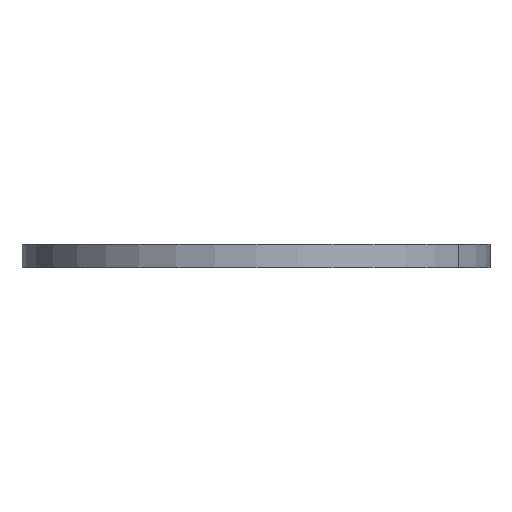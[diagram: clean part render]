
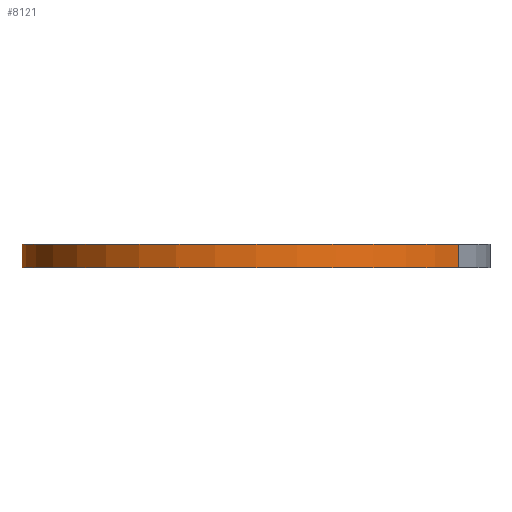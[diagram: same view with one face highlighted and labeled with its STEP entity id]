
A CAD part, left-side view. The second image highlights one B-rep face of the part: STEP entity #8121.
In plain terms, the highlighted cylindrical face has radius 150 mm (diameter 300 mm), a partial arc.
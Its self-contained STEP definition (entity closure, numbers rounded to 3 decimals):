
#45 = PLANE('',#46);
#46 = AXIS2_PLACEMENT_3D('',#47,#48,#49);
#47 = CARTESIAN_POINT('',(40.808,-384.8,
    -665.674));
#48 = DIRECTION('',(0.,0.,1.));
#49 = DIRECTION('',(-0.5,-0.866,0.));
#102 = PLANE('',#103);
#103 = AXIS2_PLACEMENT_3D('',#104,#105,#106);
#104 = CARTESIAN_POINT('',(40.808,-384.8,
    -680.674));
#105 = DIRECTION('',(0.,0.,1.));
#106 = DIRECTION('',(-0.5,-0.866,0.));
#5813 = EDGE_CURVE('',#5814,#5816,#5818,.T.);
#5814 = VERTEX_POINT('',#5815);
#5815 = CARTESIAN_POINT('',(115.808,-254.896,
    -680.674));
#5816 = VERTEX_POINT('',#5817);
#5817 = CARTESIAN_POINT('',(-34.192,-514.704,
    -680.674));
#5818 = SURFACE_CURVE('',#5819,(#5824,#5831),.PCURVE_S1.);
#5819 = CIRCLE('',#5820,150.);
#5820 = AXIS2_PLACEMENT_3D('',#5821,#5822,#5823);
#5821 = CARTESIAN_POINT('',(40.808,-384.8,
    -680.674));
#5822 = DIRECTION('',(0.,0.,1.));
#5823 = DIRECTION('',(-0.5,-0.866,0.));
#5824 = PCURVE('',#102,#5825);
#5825 = DEFINITIONAL_REPRESENTATION('',(#5826),#5830);
#5826 = CIRCLE('',#5827,150.);
#5827 = AXIS2_PLACEMENT_2D('',#5828,#5829);
#5828 = CARTESIAN_POINT('',(0.,0.));
#5829 = DIRECTION('',(1.,0.));
#5830 = ( GEOMETRIC_REPRESENTATION_CONTEXT(2) 
PARAMETRIC_REPRESENTATION_CONTEXT() REPRESENTATION_CONTEXT('2D SPACE',''
  ) );
#5831 = PCURVE('',#5832,#5837);
#5832 = CYLINDRICAL_SURFACE('',#5833,150.);
#5833 = AXIS2_PLACEMENT_3D('',#5834,#5835,#5836);
#5834 = CARTESIAN_POINT('',(40.808,-384.8,
    -665.674));
#5835 = DIRECTION('',(0.,0.,-1.));
#5836 = DIRECTION('',(0.5,0.866,0.));
#5837 = DEFINITIONAL_REPRESENTATION('',(#5838),#5842);
#5838 = LINE('',#5839,#5840);
#5839 = CARTESIAN_POINT('',(9.425,15.));
#5840 = VECTOR('',#5841,1.);
#5841 = DIRECTION('',(-1.,0.));
#5842 = ( GEOMETRIC_REPRESENTATION_CONTEXT(2) 
PARAMETRIC_REPRESENTATION_CONTEXT() REPRESENTATION_CONTEXT('2D SPACE',''
  ) );
#5859 = CYLINDRICAL_SURFACE('',#5860,150.);
#5860 = AXIS2_PLACEMENT_3D('',#5861,#5862,#5863);
#5861 = CARTESIAN_POINT('',(40.808,-384.8,
    -665.674));
#5862 = DIRECTION('',(0.,0.,-1.));
#5863 = DIRECTION('',(0.5,0.866,0.));
#6974 = EDGE_CURVE('',#6975,#6977,#6979,.T.);
#6975 = VERTEX_POINT('',#6976);
#6976 = CARTESIAN_POINT('',(115.808,-254.896,
    -665.674));
#6977 = VERTEX_POINT('',#6978);
#6978 = CARTESIAN_POINT('',(-34.192,-514.704,
    -665.674));
#6979 = SURFACE_CURVE('',#6980,(#6985,#6992),.PCURVE_S1.);
#6980 = CIRCLE('',#6981,150.);
#6981 = AXIS2_PLACEMENT_3D('',#6982,#6983,#6984);
#6982 = CARTESIAN_POINT('',(40.808,-384.8,
    -665.674));
#6983 = DIRECTION('',(0.,0.,1.));
#6984 = DIRECTION('',(-0.5,-0.866,0.));
#6985 = PCURVE('',#45,#6986);
#6986 = DEFINITIONAL_REPRESENTATION('',(#6987),#6991);
#6987 = CIRCLE('',#6988,150.);
#6988 = AXIS2_PLACEMENT_2D('',#6989,#6990);
#6989 = CARTESIAN_POINT('',(0.,0.));
#6990 = DIRECTION('',(1.,0.));
#6991 = ( GEOMETRIC_REPRESENTATION_CONTEXT(2) 
PARAMETRIC_REPRESENTATION_CONTEXT() REPRESENTATION_CONTEXT('2D SPACE',''
  ) );
#6992 = PCURVE('',#5832,#6993);
#6993 = DEFINITIONAL_REPRESENTATION('',(#6994),#6998);
#6994 = LINE('',#6995,#6996);
#6995 = CARTESIAN_POINT('',(9.425,0.));
#6996 = VECTOR('',#6997,1.);
#6997 = DIRECTION('',(-1.,0.));
#6998 = ( GEOMETRIC_REPRESENTATION_CONTEXT(2) 
PARAMETRIC_REPRESENTATION_CONTEXT() REPRESENTATION_CONTEXT('2D SPACE',''
  ) );
#8121 = ADVANCED_FACE('',(#8122),#5832,.T.);
#8122 = FACE_BOUND('',#8123,.T.);
#8123 = EDGE_LOOP('',(#8124,#8145,#8146,#8167));
#8124 = ORIENTED_EDGE('',*,*,#8125,.F.);
#8125 = EDGE_CURVE('',#6977,#5816,#8126,.T.);
#8126 = SURFACE_CURVE('',#8127,(#8131,#8138),.PCURVE_S1.);
#8127 = LINE('',#8128,#8129);
#8128 = CARTESIAN_POINT('',(-34.192,-514.704,
    -665.674));
#8129 = VECTOR('',#8130,1.);
#8130 = DIRECTION('',(0.,0.,-1.));
#8131 = PCURVE('',#5832,#8132);
#8132 = DEFINITIONAL_REPRESENTATION('',(#8133),#8137);
#8133 = LINE('',#8134,#8135);
#8134 = CARTESIAN_POINT('',(3.142,0.));
#8135 = VECTOR('',#8136,1.);
#8136 = DIRECTION('',(0.,1.));
#8137 = ( GEOMETRIC_REPRESENTATION_CONTEXT(2) 
PARAMETRIC_REPRESENTATION_CONTEXT() REPRESENTATION_CONTEXT('2D SPACE',''
  ) );
#8138 = PCURVE('',#5859,#8139);
#8139 = DEFINITIONAL_REPRESENTATION('',(#8140),#8144);
#8140 = LINE('',#8141,#8142);
#8141 = CARTESIAN_POINT('',(3.142,0.));
#8142 = VECTOR('',#8143,1.);
#8143 = DIRECTION('',(0.,1.));
#8144 = ( GEOMETRIC_REPRESENTATION_CONTEXT(2) 
PARAMETRIC_REPRESENTATION_CONTEXT() REPRESENTATION_CONTEXT('2D SPACE',''
  ) );
#8145 = ORIENTED_EDGE('',*,*,#6974,.F.);
#8146 = ORIENTED_EDGE('',*,*,#8147,.T.);
#8147 = EDGE_CURVE('',#6975,#5814,#8148,.T.);
#8148 = SURFACE_CURVE('',#8149,(#8153,#8160),.PCURVE_S1.);
#8149 = LINE('',#8150,#8151);
#8150 = CARTESIAN_POINT('',(115.808,-254.896,
    -665.674));
#8151 = VECTOR('',#8152,1.);
#8152 = DIRECTION('',(0.,0.,-1.));
#8153 = PCURVE('',#5832,#8154);
#8154 = DEFINITIONAL_REPRESENTATION('',(#8155),#8159);
#8155 = LINE('',#8156,#8157);
#8156 = CARTESIAN_POINT('',(6.283,0.));
#8157 = VECTOR('',#8158,1.);
#8158 = DIRECTION('',(0.,1.));
#8159 = ( GEOMETRIC_REPRESENTATION_CONTEXT(2) 
PARAMETRIC_REPRESENTATION_CONTEXT() REPRESENTATION_CONTEXT('2D SPACE',''
  ) );
#8160 = PCURVE('',#5859,#8161);
#8161 = DEFINITIONAL_REPRESENTATION('',(#8162),#8166);
#8162 = LINE('',#8163,#8164);
#8163 = CARTESIAN_POINT('',(0.,0.));
#8164 = VECTOR('',#8165,1.);
#8165 = DIRECTION('',(0.,1.));
#8166 = ( GEOMETRIC_REPRESENTATION_CONTEXT(2) 
PARAMETRIC_REPRESENTATION_CONTEXT() REPRESENTATION_CONTEXT('2D SPACE',''
  ) );
#8167 = ORIENTED_EDGE('',*,*,#5813,.T.);
